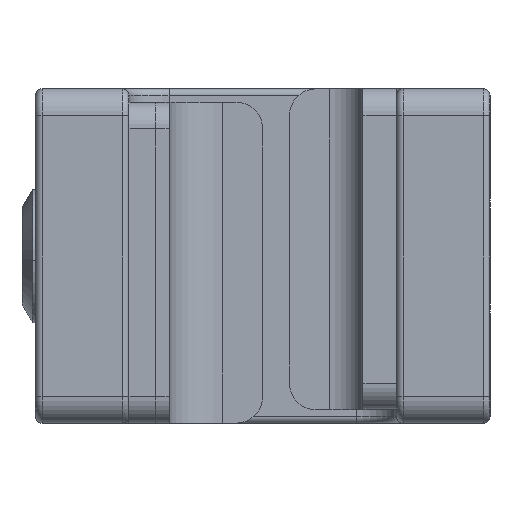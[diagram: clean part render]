
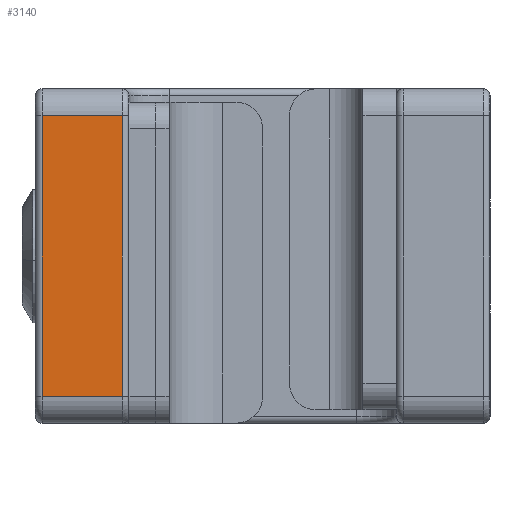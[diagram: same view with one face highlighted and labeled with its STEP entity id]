
A CAD part, left-side view. The second image highlights one B-rep face of the part: STEP entity #3140.
In plain terms, the highlighted planar face has unit normal (-1, 0, 0).
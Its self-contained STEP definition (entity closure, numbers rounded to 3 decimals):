
#137 = PLANE ( 'NONE',  #408 ) ;
#311 = CARTESIAN_POINT ( 'NONE',  ( -48., 10.5, 23. ) ) ;
#405 = VERTEX_POINT ( 'NONE', #311 ) ;
#408 = AXIS2_PLACEMENT_3D ( 'NONE', #6053, #4521, #9041 ) ;
#883 = DIRECTION ( 'NONE',  ( 0., -1., 0. ) ) ;
#1190 = DIRECTION ( 'NONE',  ( 0., 0., 1. ) ) ;
#1359 = CARTESIAN_POINT ( 'NONE',  ( -48., 16.5, 2. ) ) ;
#1520 = EDGE_CURVE ( 'NONE', #9281, #9292, #8803, .T. ) ;
#1838 = VERTEX_POINT ( 'NONE', #3482 ) ;
#2451 = VECTOR ( 'NONE', #8856, 1000. ) ;
#2544 = LINE ( 'NONE', #9208, #7593 ) ;
#3018 = ORIENTED_EDGE ( 'NONE', *, *, #1520, .T. ) ;
#3066 = LINE ( 'NONE', #8242, #3579 ) ;
#3114 = VECTOR ( 'NONE', #1190, 1000. ) ;
#3140 = ADVANCED_FACE ( 'NONE', ( #5195 ), #137, .F. ) ;
#3324 = LINE ( 'NONE', #8448, #3114 ) ;
#3482 = CARTESIAN_POINT ( 'NONE',  ( -48., 10.5, 2. ) ) ;
#3579 = VECTOR ( 'NONE', #883, 1000. ) ;
#4521 = DIRECTION ( 'NONE',  ( 1., 0., 0. ) ) ;
#5195 = FACE_OUTER_BOUND ( 'NONE', #6774, .T. ) ;
#5282 = EDGE_CURVE ( 'NONE', #1838, #405, #3324, .T. ) ;
#5908 = CARTESIAN_POINT ( 'NONE',  ( -48., 16.5, 25. ) ) ;
#6053 = CARTESIAN_POINT ( 'NONE',  ( -48., 17., 25. ) ) ;
#6076 = ORIENTED_EDGE ( 'NONE', *, *, #8778, .T. ) ;
#6774 = EDGE_LOOP ( 'NONE', ( #8159, #7647, #6076, #3018 ) ) ;
#7593 = VECTOR ( 'NONE', #7627, 1000. ) ;
#7627 = DIRECTION ( 'NONE',  ( 0., 1., 0. ) ) ;
#7647 = ORIENTED_EDGE ( 'NONE', *, *, #5282, .T. ) ;
#8159 = ORIENTED_EDGE ( 'NONE', *, *, #9015, .T. ) ;
#8242 = CARTESIAN_POINT ( 'NONE',  ( -48., 10., 2. ) ) ;
#8448 = CARTESIAN_POINT ( 'NONE',  ( -48., 10.5, 25. ) ) ;
#8778 = EDGE_CURVE ( 'NONE', #405, #9281, #2544, .T. ) ;
#8803 = LINE ( 'NONE', #5908, #2451 ) ;
#8856 = DIRECTION ( 'NONE',  ( 0., 0., -1. ) ) ;
#9015 = EDGE_CURVE ( 'NONE', #9292, #1838, #3066, .T. ) ;
#9041 = DIRECTION ( 'NONE',  ( 0., 1., 0. ) ) ;
#9053 = CARTESIAN_POINT ( 'NONE',  ( -48., 16.5, 23. ) ) ;
#9208 = CARTESIAN_POINT ( 'NONE',  ( -48., 17., 23. ) ) ;
#9281 = VERTEX_POINT ( 'NONE', #9053 ) ;
#9292 = VERTEX_POINT ( 'NONE', #1359 ) ;
